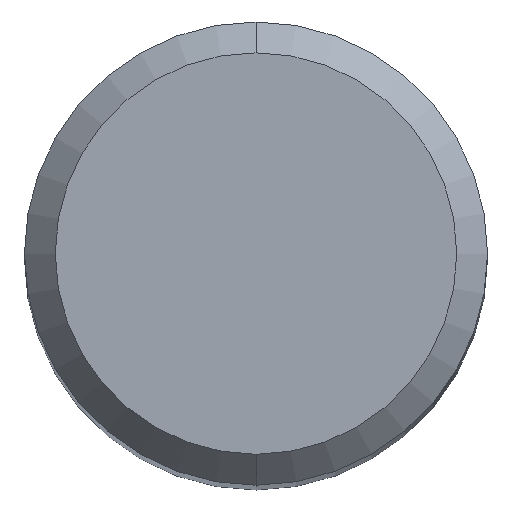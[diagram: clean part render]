
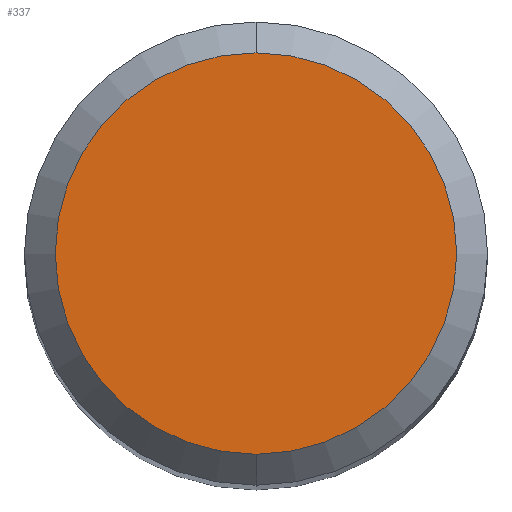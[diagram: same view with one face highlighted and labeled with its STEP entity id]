
A CAD part, top view. The second image highlights one B-rep face of the part: STEP entity #337.
In plain terms, the highlighted planar face has unit normal (0, 0, 1).
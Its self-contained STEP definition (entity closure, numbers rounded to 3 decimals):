
#225=VERTEX_POINT('',#536);
#235=EDGE_CURVE('',#425,#225,#547,.T.);
#337=ADVANCED_FACE('',(#663),#664,.T.);
#421=EDGE_CURVE('',#225,#425,#756,.T.);
#425=VERTEX_POINT('',#760);
#536=CARTESIAN_POINT('',(0.,-2.6,0.0));
#547=CIRCLE('',#916,2.6);
#663=FACE_OUTER_BOUND('',#1123,.T.);
#664=PLANE('',#1124);
#756=CIRCLE('',#1331,2.6);
#760=CARTESIAN_POINT('',(0.0,2.6,0.0));
#916=AXIS2_PLACEMENT_3D('',#1512,#1513,#1514);
#1123=EDGE_LOOP('',(#1656,#1657));
#1124=AXIS2_PLACEMENT_3D('',#1658,#1659,#1660);
#1331=AXIS2_PLACEMENT_3D('',#1777,#1778,#1779);
#1512=CARTESIAN_POINT('',(0.0,0.0,0.0));
#1513=DIRECTION('',(0.0,0.0,-1.0));
#1514=DIRECTION('',(0.0,1.0,0.0));
#1656=ORIENTED_EDGE('',*,*,#235,.F.);
#1657=ORIENTED_EDGE('',*,*,#421,.F.);
#1658=CARTESIAN_POINT('',(0.0,1.3,0.0));
#1659=DIRECTION('',(-0.0,0.0,1.0));
#1660=DIRECTION('',(0.0,-1.0,0.0));
#1777=CARTESIAN_POINT('',(0.0,0.0,0.0));
#1778=DIRECTION('',(0.0,0.0,-1.0));
#1779=DIRECTION('',(0.0,1.0,0.0));
